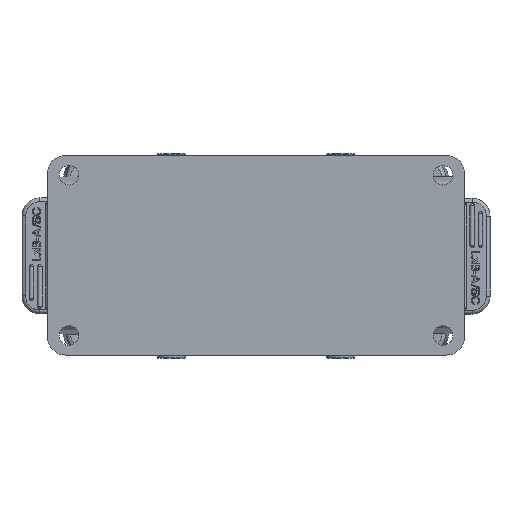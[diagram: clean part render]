
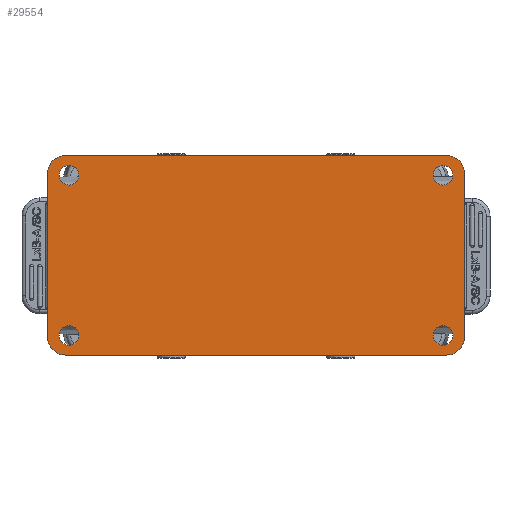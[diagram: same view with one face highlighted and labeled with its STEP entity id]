
A CAD part, front view. The second image highlights one B-rep face of the part: STEP entity #29554.
In plain terms, the highlighted planar face has unit normal (0, -1, 0).
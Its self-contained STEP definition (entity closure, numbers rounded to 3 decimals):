
#2738=DIRECTION('',(0.,0.,-1.));
#2739=VECTOR('',#2738,46.);
#2740=CARTESIAN_POINT('',(118.,0.,
23.18));
#2741=LINE('',#2740,#2739);
#2742=CARTESIAN_POINT('',(113.,0.,
-22.82));
#2743=DIRECTION('',(0.,1.,0.));
#2744=DIRECTION('',(1.,0.,0.));
#2745=AXIS2_PLACEMENT_3D('',#2742,#2743,#2744);
#2747=CARTESIAN_POINT('',(6.,0.,
-22.82));
#2748=DIRECTION('',(0.,1.,0.));
#2749=DIRECTION('',(0.,0.,-1.));
#2750=AXIS2_PLACEMENT_3D('',#2747,#2748,#2749);
#2752=DIRECTION('',(0.,0.,1.));
#2753=VECTOR('',#2752,46.);
#2754=CARTESIAN_POINT('',(1.,0.,
-22.82));
#2755=LINE('',#2754,#2753);
#2756=CARTESIAN_POINT('',(6.,0.,
23.18));
#2757=DIRECTION('',(0.,1.,0.));
#2758=DIRECTION('',(-1.,0.,0.));
#2759=AXIS2_PLACEMENT_3D('',#2756,#2757,#2758);
#2761=DIRECTION('',(1.,0.,0.));
#2762=VECTOR('',#2761,107.);
#2763=CARTESIAN_POINT('',(6.,0.,
28.18));
#2764=LINE('',#2763,#2762);
#2765=CARTESIAN_POINT('',(113.,0.,
23.18));
#2766=DIRECTION('',(0.,1.,0.));
#2767=DIRECTION('',(0.,0.,1.));
#2768=AXIS2_PLACEMENT_3D('',#2765,#2766,#2767);
#2770=CARTESIAN_POINT('',(7.,0.,
22.68));
#2771=DIRECTION('',(0.,-1.,0.));
#2772=DIRECTION('',(0.,0.,1.));
#2773=AXIS2_PLACEMENT_3D('',#2770,#2771,#2772);
#2775=CARTESIAN_POINT('',(7.,0.,
22.68));
#2776=DIRECTION('',(0.,-1.,0.));
#2777=DIRECTION('',(0.,0.,-1.));
#2778=AXIS2_PLACEMENT_3D('',#2775,#2776,#2777);
#2780=CARTESIAN_POINT('',(7.,0.,
-22.32));
#2781=DIRECTION('',(0.,-1.,0.));
#2782=DIRECTION('',(0.,0.,1.));
#2783=AXIS2_PLACEMENT_3D('',#2780,#2781,#2782);
#2785=CARTESIAN_POINT('',(7.,0.,
-22.32));
#2786=DIRECTION('',(0.,-1.,0.));
#2787=DIRECTION('',(0.,0.,-1.));
#2788=AXIS2_PLACEMENT_3D('',#2785,#2786,#2787);
#2790=CARTESIAN_POINT('',(112.,0.,
-22.32));
#2791=DIRECTION('',(0.,-1.,0.));
#2792=DIRECTION('',(0.,0.,1.));
#2793=AXIS2_PLACEMENT_3D('',#2790,#2791,#2792);
#2795=CARTESIAN_POINT('',(112.,0.,
-22.32));
#2796=DIRECTION('',(0.,-1.,0.));
#2797=DIRECTION('',(0.,0.,-1.));
#2798=AXIS2_PLACEMENT_3D('',#2795,#2796,#2797);
#2800=CARTESIAN_POINT('',(112.,0.,
22.68));
#2801=DIRECTION('',(0.,-1.,0.));
#2802=DIRECTION('',(0.,0.,1.));
#2803=AXIS2_PLACEMENT_3D('',#2800,#2801,#2802);
#2805=CARTESIAN_POINT('',(112.,0.,
22.68));
#2806=DIRECTION('',(0.,-1.,0.));
#2807=DIRECTION('',(0.,0.,-1.));
#2808=AXIS2_PLACEMENT_3D('',#2805,#2806,#2807);
#16732=DIRECTION('',(1.,0.,0.));
#16733=VECTOR('',#16732,107.);
#16734=CARTESIAN_POINT('',(6.,0.,
-27.82));
#16735=LINE('',#16734,#16733);
#20852=CARTESIAN_POINT('',(118.,0.,
23.18));
#20854=VERTEX_POINT('',#20852);
#20877=CARTESIAN_POINT('',(118.,0.,
-22.82));
#20878=VERTEX_POINT('',#20877);
#20887=CARTESIAN_POINT('',(113.,0.,
28.18));
#20889=VERTEX_POINT('',#20887);
#20893=CARTESIAN_POINT('',(6.,0.,
28.18));
#20894=VERTEX_POINT('',#20893);
#20929=CARTESIAN_POINT('',(112.,0.,
25.43));
#20930=CARTESIAN_POINT('',(112.,0.,
19.93));
#20931=VERTEX_POINT('',#20929);
#20932=VERTEX_POINT('',#20930);
#20933=CARTESIAN_POINT('',(113.,0.,
-27.82));
#20934=VERTEX_POINT('',#20933);
#20935=CARTESIAN_POINT('',(6.,0.,
-27.82));
#20936=VERTEX_POINT('',#20935);
#20937=CARTESIAN_POINT('',(1.,0.,
-22.82));
#20938=VERTEX_POINT('',#20937);
#20939=CARTESIAN_POINT('',(1.,0.,
23.18));
#20940=VERTEX_POINT('',#20939);
#20941=CARTESIAN_POINT('',(7.,0.,
25.43));
#20942=CARTESIAN_POINT('',(7.,0.,
19.93));
#20943=VERTEX_POINT('',#20941);
#20944=VERTEX_POINT('',#20942);
#20945=CARTESIAN_POINT('',(7.,0.,
-19.57));
#20946=CARTESIAN_POINT('',(7.,0.,
-25.07));
#20947=VERTEX_POINT('',#20945);
#20948=VERTEX_POINT('',#20946);
#20949=CARTESIAN_POINT('',(112.,0.,
-19.57));
#20950=CARTESIAN_POINT('',(112.,0.,
-25.07));
#20951=VERTEX_POINT('',#20949);
#20952=VERTEX_POINT('',#20950);
#29511=CARTESIAN_POINT('',(59.5,0.,
0.18));
#29512=DIRECTION('',(0.,1.,0.));
#29513=DIRECTION('',(0.,0.,1.));
#29514=AXIS2_PLACEMENT_3D('',#29511,#29512,#29513);
#29515=PLANE('',#29514);
#29516=ORIENTED_EDGE('',*,*,#28629,.T.);
#29518=ORIENTED_EDGE('',*,*,#29517,.T.);
#29520=ORIENTED_EDGE('',*,*,#29519,.F.);
#29522=ORIENTED_EDGE('',*,*,#29521,.T.);
#29524=ORIENTED_EDGE('',*,*,#29523,.T.);
#29526=ORIENTED_EDGE('',*,*,#29525,.T.);
#29527=ORIENTED_EDGE('',*,*,#28667,.T.);
#29528=ORIENTED_EDGE('',*,*,#28654,.T.);
#29529=EDGE_LOOP('',(#29516,#29518,#29520,#29522,#29524,#29526,#29527,#29528));
#29530=FACE_OUTER_BOUND('',#29529,.F.);
#29532=ORIENTED_EDGE('',*,*,#29531,.T.);
#29534=ORIENTED_EDGE('',*,*,#29533,.T.);
#29535=EDGE_LOOP('',(#29532,#29534));
#29536=FACE_BOUND('',#29535,.F.);
#29538=ORIENTED_EDGE('',*,*,#29537,.T.);
#29540=ORIENTED_EDGE('',*,*,#29539,.T.);
#29541=EDGE_LOOP('',(#29538,#29540));
#29542=FACE_BOUND('',#29541,.F.);
#29544=ORIENTED_EDGE('',*,*,#29543,.T.);
#29546=ORIENTED_EDGE('',*,*,#29545,.T.);
#29547=EDGE_LOOP('',(#29544,#29546));
#29548=FACE_BOUND('',#29547,.F.);
#29549=ORIENTED_EDGE('',*,*,#29501,.T.);
#29551=ORIENTED_EDGE('',*,*,#29550,.T.);
#29552=EDGE_LOOP('',(#29549,#29551));
#29553=FACE_BOUND('',#29552,.F.);
#2746=CIRCLE('',#2745,5.);
#2751=CIRCLE('',#2750,5.);
#2760=CIRCLE('',#2759,5.);
#2769=CIRCLE('',#2768,5.);
#2774=CIRCLE('',#2773,2.75);
#2779=CIRCLE('',#2778,2.75);
#2784=CIRCLE('',#2783,2.75);
#2789=CIRCLE('',#2788,2.75);
#2794=CIRCLE('',#2793,2.75);
#2799=CIRCLE('',#2798,2.75);
#2804=CIRCLE('',#2803,2.75);
#2809=CIRCLE('',#2808,2.75);
#28629=EDGE_CURVE('',#20854,#20878,#2741,.T.);
#28654=EDGE_CURVE('',#20889,#20854,#2769,.T.);
#28667=EDGE_CURVE('',#20894,#20889,#2764,.T.);
#29501=EDGE_CURVE('',#20931,#20932,#2804,.T.);
#29517=EDGE_CURVE('',#20878,#20934,#2746,.T.);
#29519=EDGE_CURVE('',#20936,#20934,#16735,.T.);
#29521=EDGE_CURVE('',#20936,#20938,#2751,.T.);
#29523=EDGE_CURVE('',#20938,#20940,#2755,.T.);
#29525=EDGE_CURVE('',#20940,#20894,#2760,.T.);
#29531=EDGE_CURVE('',#20943,#20944,#2774,.T.);
#29533=EDGE_CURVE('',#20944,#20943,#2779,.T.);
#29537=EDGE_CURVE('',#20947,#20948,#2784,.T.);
#29539=EDGE_CURVE('',#20948,#20947,#2789,.T.);
#29543=EDGE_CURVE('',#20951,#20952,#2794,.T.);
#29545=EDGE_CURVE('',#20952,#20951,#2799,.T.);
#29550=EDGE_CURVE('',#20932,#20931,#2809,.T.);
#29554=ADVANCED_FACE('',(#29530,#29536,#29542,#29548,#29553),#29515,.F.);
